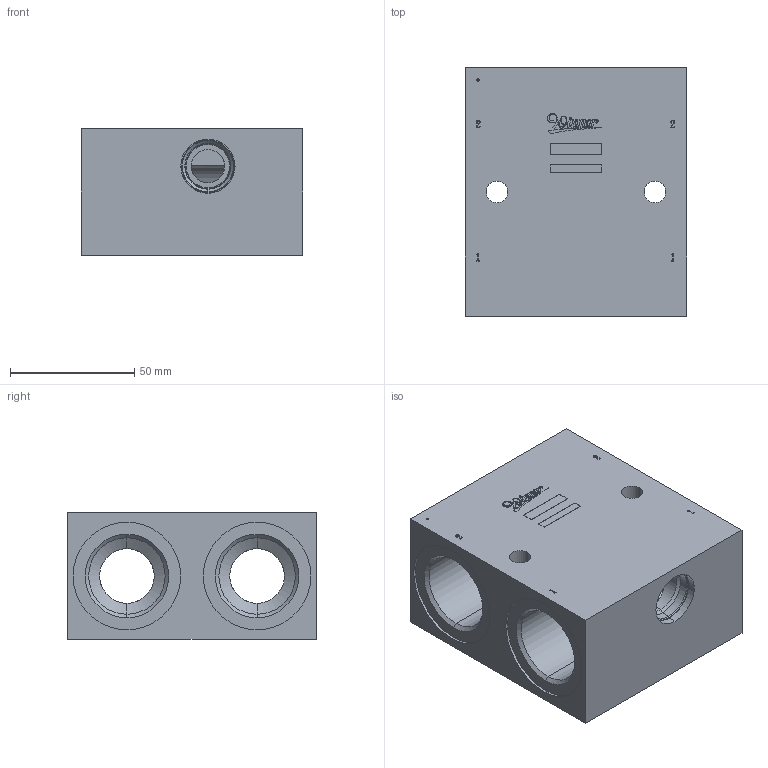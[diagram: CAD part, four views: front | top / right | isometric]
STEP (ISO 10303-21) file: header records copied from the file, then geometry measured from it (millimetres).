
FILE_DESCRIPTION (( 'STEP AP203' ), '1' );
FILE_NAME ('ML-60-RDH-10A2-10A2-G08-Z01.STEP', '2026-02-26T05:16:54', ( '' ), ( '' ), 'SwSTEP 2.0', 'SolidWorks 2018', '' );
FILE_SCHEMA (( 'CONFIG_CONTROL_DESIGN' ));
Length unit declared in the file: millimetre
Products named in the file (1): ML-60-RDH-10A2-10A2-G08-Z01
Bounding box: 89 x 100 x 50.8 mm (x, y, z)
Volume: 307942.5 mm3; surface area: 57340.8 mm2
Topology: 1 solids, 1 shells, 386 faces, 1063 edges, 691 vertices
Faces by surface type: cylinder 191, plane 103, bspline 58, cone 30, torus 4
Entity records: 14316 total; most frequent: CARTESIAN_POINT 4449, ORIENTED_EDGE 2122, DIRECTION 1989, EDGE_CURVE 1061, AXIS2_PLACEMENT_3D 731, VERTEX_POINT 691, VECTOR 527, LINE 527
